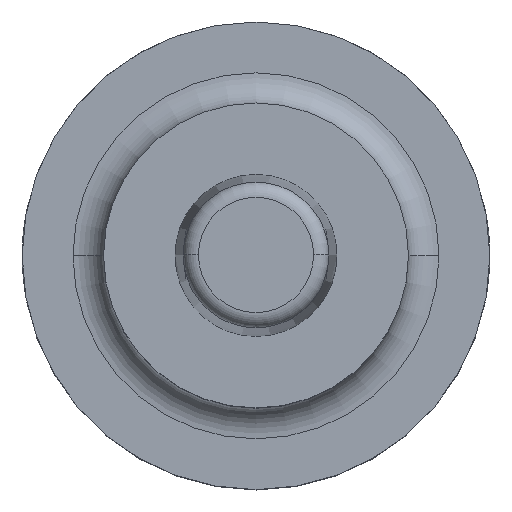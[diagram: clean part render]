
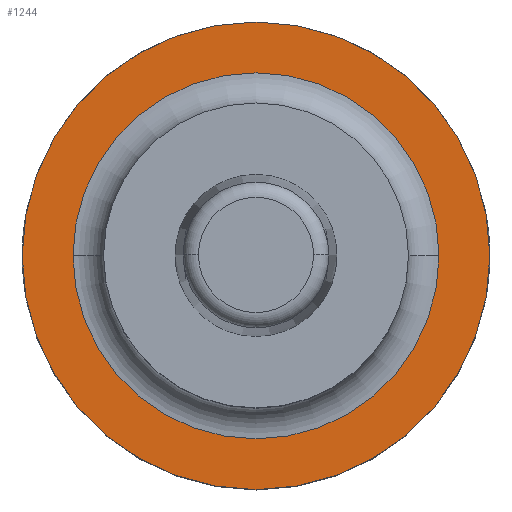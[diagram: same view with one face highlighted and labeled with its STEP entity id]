
A CAD part, top view. The second image highlights one B-rep face of the part: STEP entity #1244.
In plain terms, the highlighted planar face has unit normal (0, 0, 1).
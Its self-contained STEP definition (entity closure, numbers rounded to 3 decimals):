
#6 = AXIS2_PLACEMENT_3D ( 'NONE', #967, #841, #1089 ) ;
#21 = AXIS2_PLACEMENT_3D ( 'NONE', #1321, #1328, #35 ) ;
#35 = DIRECTION ( 'NONE',  ( -1., 0., 0. ) ) ;
#148 = AXIS2_PLACEMENT_3D ( 'NONE', #1693, #890, #886 ) ;
#199 = ORIENTED_EDGE ( 'NONE', *, *, #514, .F. ) ;
#228 = CARTESIAN_POINT ( 'NONE',  ( -23., 0., 22. ) ) ;
#291 = ORIENTED_EDGE ( 'NONE', *, *, #1011, .T. ) ;
#497 = CARTESIAN_POINT ( 'NONE',  ( 0., 0., 22. ) ) ;
#514 = EDGE_CURVE ( 'NONE', #648, #719, #595, .T. ) ;
#537 = CARTESIAN_POINT ( 'NONE',  ( -18., 0., 22. ) ) ;
#543 = VERTEX_POINT ( 'NONE', #829 ) ;
#594 = DIRECTION ( 'NONE',  ( -1., 0., 0. ) ) ;
#595 = CIRCLE ( 'NONE', #6, 23. ) ;
#607 = CARTESIAN_POINT ( 'NONE',  ( 0., 0., 22. ) ) ;
#648 = VERTEX_POINT ( 'NONE', #228 ) ;
#656 = EDGE_CURVE ( 'NONE', #543, #1337, #1315, .T. ) ;
#661 = FACE_BOUND ( 'NONE', #924, .T. ) ;
#719 = VERTEX_POINT ( 'NONE', #1408 ) ;
#733 = DIRECTION ( 'NONE',  ( 0., 0., -1. ) ) ;
#829 = CARTESIAN_POINT ( 'NONE',  ( 18., 0., 22. ) ) ;
#841 = DIRECTION ( 'NONE',  ( 0., 0., -1. ) ) ;
#880 = DIRECTION ( 'NONE',  ( -1., 0., 0. ) ) ;
#886 = DIRECTION ( 'NONE',  ( -1., 0., 0. ) ) ;
#890 = DIRECTION ( 'NONE',  ( 0., 0., -1. ) ) ;
#924 = EDGE_LOOP ( 'NONE', ( #291, #1319 ) ) ;
#967 = CARTESIAN_POINT ( 'NONE',  ( 0., 0., 22. ) ) ;
#993 = CIRCLE ( 'NONE', #1555, 23. ) ;
#1011 = EDGE_CURVE ( 'NONE', #1337, #543, #1107, .T. ) ;
#1022 = EDGE_LOOP ( 'NONE', ( #199, #1325 ) ) ;
#1089 = DIRECTION ( 'NONE',  ( -1., 0., 0. ) ) ;
#1107 = CIRCLE ( 'NONE', #21, 18. ) ;
#1135 = AXIS2_PLACEMENT_3D ( 'NONE', #607, #733, #594 ) ;
#1208 = EDGE_CURVE ( 'NONE', #719, #648, #993, .T. ) ;
#1244 = ADVANCED_FACE ( 'NONE', ( #661, #1331 ), #1533, .F. ) ;
#1315 = CIRCLE ( 'NONE', #1135, 18. ) ;
#1319 = ORIENTED_EDGE ( 'NONE', *, *, #656, .T. ) ;
#1321 = CARTESIAN_POINT ( 'NONE',  ( 0., 0., 22. ) ) ;
#1325 = ORIENTED_EDGE ( 'NONE', *, *, #1208, .F. ) ;
#1328 = DIRECTION ( 'NONE',  ( 0., 0., -1. ) ) ;
#1331 = FACE_OUTER_BOUND ( 'NONE', #1022, .T. ) ;
#1337 = VERTEX_POINT ( 'NONE', #537 ) ;
#1408 = CARTESIAN_POINT ( 'NONE',  ( 23., 0., 22. ) ) ;
#1518 = DIRECTION ( 'NONE',  ( 0., 0., -1. ) ) ;
#1533 = PLANE ( 'NONE',  #148 ) ;
#1555 = AXIS2_PLACEMENT_3D ( 'NONE', #497, #1518, #880 ) ;
#1693 = CARTESIAN_POINT ( 'NONE',  ( 0., 0., 22. ) ) ;
